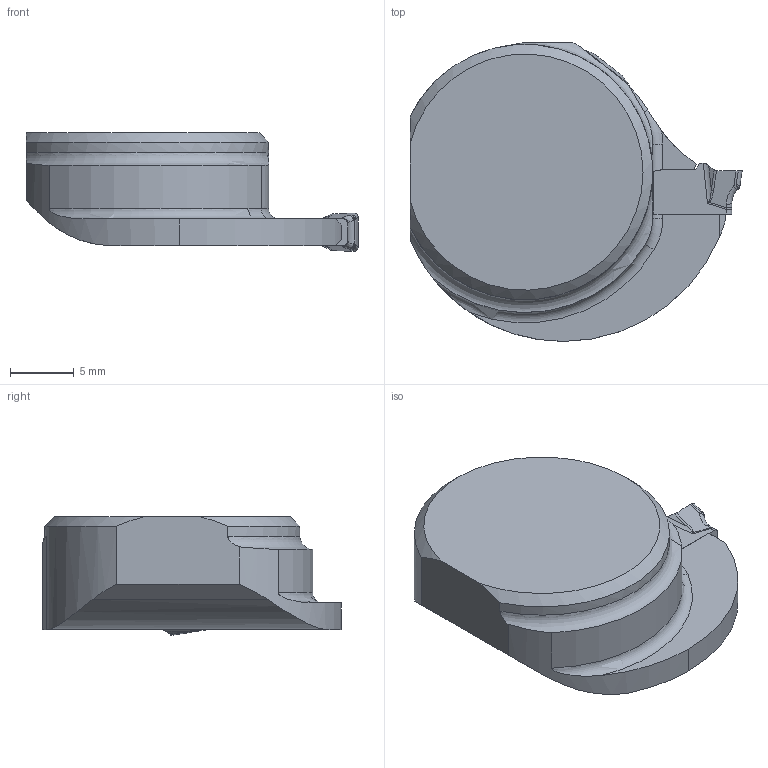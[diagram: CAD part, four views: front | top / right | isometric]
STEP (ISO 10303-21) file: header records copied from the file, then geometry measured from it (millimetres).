
FILE_DESCRIPTION(/* description */ (''),/* implementation_level */ '2;1');
FILE_NAME(/* name */ 'toolassembly_1.stp',/* time_stamp */ '2022-05-24T14:54:18+02:00',/* author */ (''),/* organization */ ('SMS'),/* preprocessor_version */ 'ST-DEVELOPER v16.7',/* originating_system */ 'SIEMENS PLM Software NX 12.0',/* authorisation */ '');
FILE_SCHEMA (('AUTOMOTIVE_DESIGN { 1 0 10303 214 3 1 1 1 }'));
Length unit declared in the file: millimetre
Products named in the file (4): ASSEMBLY_CONSTRUCTION; CUT_20220524145323; NOCUT_20220524145221; TOOLASSEMBLY_1
Assembly tree (3 placements, depth 2):
  TOOLASSEMBLY_1
    NOCUT_20220524145221
    CUT_20220524145323
    ASSEMBLY_CONSTRUCTION
Bounding box: 26 x 23.4 x 9.3 mm (x, y, z)
Volume: 3024 mm3; surface area: 1471.2 mm2
Topology: 2 solids, 2 shells, 141 faces, 369 edges, 235 vertices
Faces by surface type: plane 55, cylinder 31, extrusion 24, bspline 19, cone 7, torus 5
Full cylindrical faces by diameter (mm): 4.2 x1
Entity records: 6938 total; most frequent: CARTESIAN_POINT 3499, ORIENTED_EDGE 726, DIRECTION 630, EDGE_CURVE 363, VERTEX_POINT 229, AXIS2_PLACEMENT_3D 220, VECTOR 190, LINE 166
